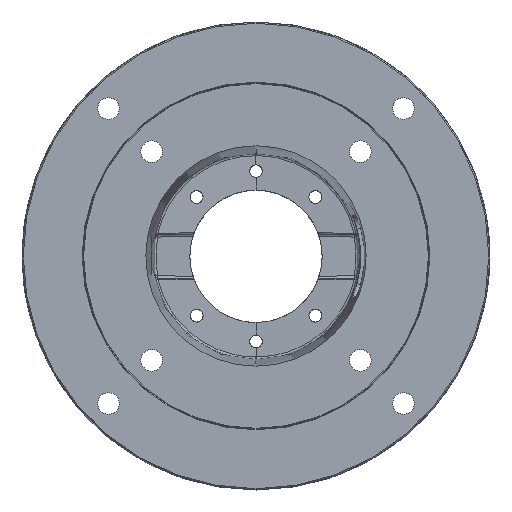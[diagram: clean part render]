
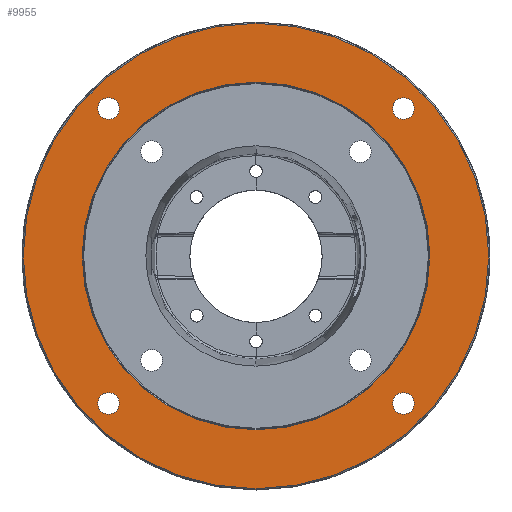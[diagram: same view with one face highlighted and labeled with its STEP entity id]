
A CAD part, top view. The second image highlights one B-rep face of the part: STEP entity #9955.
In plain terms, the highlighted planar face has unit normal (0, 0, 1).
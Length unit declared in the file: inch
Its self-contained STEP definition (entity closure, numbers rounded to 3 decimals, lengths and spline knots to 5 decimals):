
#35=CARTESIAN_POINT('',(0.,0.,-0.08));
#36=DIRECTION('',(0.,0.,1.));
#37=DIRECTION('',(0.,1.,0.));
#38=AXIS2_PLACEMENT_3D('',#35,#36,#37);
#44=CARTESIAN_POINT('',(0.,0.,-0.08));
#45=DIRECTION('',(0.,0.,-1.));
#46=DIRECTION('',(0.,1.,0.));
#47=AXIS2_PLACEMENT_3D('',#44,#45,#46);
#628=CARTESIAN_POINT('',(-3.62392,3.62392,-0.08));
#629=DIRECTION('',(0.,0.,-1.));
#630=DIRECTION('',(-0.707,0.707,0.));
#631=AXIS2_PLACEMENT_3D('',#628,#629,#630);
#633=CARTESIAN_POINT('',(-3.62392,3.62392,-0.08));
#634=DIRECTION('',(0.,0.,-1.));
#635=DIRECTION('',(0.707,-0.707,0.));
#636=AXIS2_PLACEMENT_3D('',#633,#634,#635);
#638=CARTESIAN_POINT('',(-3.62392,-3.62392,-0.08));
#639=DIRECTION('',(0.,0.,-1.));
#640=DIRECTION('',(-0.707,-0.707,0.));
#641=AXIS2_PLACEMENT_3D('',#638,#639,#640);
#643=CARTESIAN_POINT('',(-3.62392,-3.62392,-0.08));
#644=DIRECTION('',(0.,0.,-1.));
#645=DIRECTION('',(0.707,0.707,0.));
#646=AXIS2_PLACEMENT_3D('',#643,#644,#645);
#648=CARTESIAN_POINT('',(3.62392,-3.62392,-0.08));
#649=DIRECTION('',(0.,0.,-1.));
#650=DIRECTION('',(0.707,-0.707,0.));
#651=AXIS2_PLACEMENT_3D('',#648,#649,#650);
#653=CARTESIAN_POINT('',(3.62392,-3.62392,-0.08));
#654=DIRECTION('',(0.,0.,-1.));
#655=DIRECTION('',(-0.707,0.707,0.));
#656=AXIS2_PLACEMENT_3D('',#653,#654,#655);
#658=CARTESIAN_POINT('',(3.62392,3.62392,-0.08));
#659=DIRECTION('',(0.,0.,-1.));
#660=DIRECTION('',(0.707,0.707,0.));
#661=AXIS2_PLACEMENT_3D('',#658,#659,#660);
#663=CARTESIAN_POINT('',(3.62392,3.62392,-0.08));
#664=DIRECTION('',(0.,0.,-1.));
#665=DIRECTION('',(-0.707,-0.707,0.));
#666=AXIS2_PLACEMENT_3D('',#663,#664,#665);
#668=CARTESIAN_POINT('',(0.,0.,-0.08));
#669=DIRECTION('',(0.,0.,1.));
#670=DIRECTION('',(0.,1.,0.));
#671=AXIS2_PLACEMENT_3D('',#668,#669,#670);
#673=CARTESIAN_POINT('',(0.,0.,-0.08));
#674=DIRECTION('',(0.,0.,1.));
#675=DIRECTION('',(0.,-1.,0.));
#676=AXIS2_PLACEMENT_3D('',#673,#674,#675);
#8584=CARTESIAN_POINT('',(0.,5.72,-0.08));
#8585=CARTESIAN_POINT('',(0.,-5.72,-0.08));
#8586=VERTEX_POINT('',#8584);
#8587=VERTEX_POINT('',#8585);
#8608=CARTESIAN_POINT('',(-3.81131,3.81131,-0.08));
#8609=CARTESIAN_POINT('',(-3.43654,3.43654,-0.08));
#8610=VERTEX_POINT('',#8608);
#8611=VERTEX_POINT('',#8609);
#8652=CARTESIAN_POINT('',(-3.81131,-3.81131,-0.08));
#8653=CARTESIAN_POINT('',(-3.43654,-3.43654,-0.08));
#8654=VERTEX_POINT('',#8652);
#8655=VERTEX_POINT('',#8653);
#8660=CARTESIAN_POINT('',(3.81131,-3.81131,-0.08));
#8661=CARTESIAN_POINT('',(3.43654,-3.43654,-0.08));
#8662=VERTEX_POINT('',#8660);
#8663=VERTEX_POINT('',#8661);
#8668=CARTESIAN_POINT('',(3.81131,3.81131,-0.08));
#8669=CARTESIAN_POINT('',(3.43654,3.43654,-0.08));
#8670=VERTEX_POINT('',#8668);
#8671=VERTEX_POINT('',#8669);
#8688=CARTESIAN_POINT('',(0.,4.271,-0.08));
#8689=CARTESIAN_POINT('',(0.,-4.271,-0.08));
#8690=VERTEX_POINT('',#8688);
#8691=VERTEX_POINT('',#8689);
#9917=CARTESIAN_POINT('',(0.,0.,-0.08));
#9918=DIRECTION('',(0.,0.,1.));
#9919=DIRECTION('',(0.,1.,0.));
#9920=AXIS2_PLACEMENT_3D('',#9917,#9918,#9919);
#9921=PLANE('',#9920);
#9922=ORIENTED_EDGE('',*,*,#8874,.T.);
#9923=ORIENTED_EDGE('',*,*,#8859,.F.);
#9924=EDGE_LOOP('',(#9922,#9923));
#9925=FACE_OUTER_BOUND('',#9924,.F.);
#9927=ORIENTED_EDGE('',*,*,#9926,.F.);
#9929=ORIENTED_EDGE('',*,*,#9928,.F.);
#9930=EDGE_LOOP('',(#9927,#9929));
#9931=FACE_BOUND('',#9930,.F.);
#9933=ORIENTED_EDGE('',*,*,#9932,.F.);
#9935=ORIENTED_EDGE('',*,*,#9934,.F.);
#9936=EDGE_LOOP('',(#9933,#9935));
#9937=FACE_BOUND('',#9936,.F.);
#9939=ORIENTED_EDGE('',*,*,#9938,.F.);
#9941=ORIENTED_EDGE('',*,*,#9940,.F.);
#9942=EDGE_LOOP('',(#9939,#9941));
#9943=FACE_BOUND('',#9942,.F.);
#9945=ORIENTED_EDGE('',*,*,#9944,.F.);
#9947=ORIENTED_EDGE('',*,*,#9946,.F.);
#9948=EDGE_LOOP('',(#9945,#9947));
#9949=FACE_BOUND('',#9948,.F.);
#9951=ORIENTED_EDGE('',*,*,#9950,.T.);
#9952=ORIENTED_EDGE('',*,*,#9907,.T.);
#9953=EDGE_LOOP('',(#9951,#9952));
#9954=FACE_BOUND('',#9953,.F.);
#9955=ADVANCED_FACE('',(#9925,#9931,#9937,#9943,#9949,#9954),#9921,.T.);
#39=CIRCLE('',#38,5.72);
#48=CIRCLE('',#47,5.72);
#632=CIRCLE('',#631,0.265);
#637=CIRCLE('',#636,0.265);
#642=CIRCLE('',#641,0.265);
#647=CIRCLE('',#646,0.265);
#652=CIRCLE('',#651,0.265);
#657=CIRCLE('',#656,0.265);
#662=CIRCLE('',#661,0.265);
#667=CIRCLE('',#666,0.265);
#672=CIRCLE('',#671,4.271);
#677=CIRCLE('',#676,4.271);
#8859=EDGE_CURVE('',#8586,#8587,#39,.T.);
#8874=EDGE_CURVE('',#8586,#8587,#48,.T.);
#9907=EDGE_CURVE('',#8691,#8690,#677,.T.);
#9926=EDGE_CURVE('',#8610,#8611,#632,.T.);
#9928=EDGE_CURVE('',#8611,#8610,#637,.T.);
#9932=EDGE_CURVE('',#8654,#8655,#642,.T.);
#9934=EDGE_CURVE('',#8655,#8654,#647,.T.);
#9938=EDGE_CURVE('',#8662,#8663,#652,.T.);
#9940=EDGE_CURVE('',#8663,#8662,#657,.T.);
#9944=EDGE_CURVE('',#8670,#8671,#662,.T.);
#9946=EDGE_CURVE('',#8671,#8670,#667,.T.);
#9950=EDGE_CURVE('',#8690,#8691,#672,.T.);
